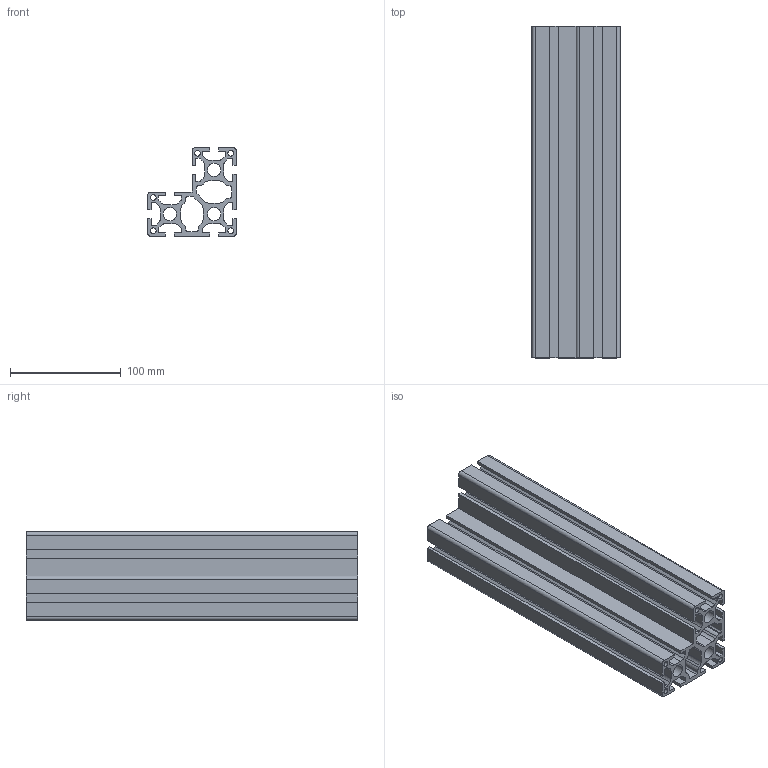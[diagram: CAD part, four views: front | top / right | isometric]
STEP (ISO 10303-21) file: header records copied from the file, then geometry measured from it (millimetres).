
FILE_DESCRIPTION (( 'STEP AP214' ), '1' );
FILE_NAME ('1727981145477.step', '2024-10-03T18:45:48', ( 'Windows User' ), ( '' ), 'SwSTEP 2.0', 'SolidWorks 2011', '' );
FILE_SCHEMA (( 'AUTOMOTIVE_DESIGN' ));
Length unit declared in the file: millimetre
Products named in the file (2): 1727981145477; 1.11.080080.87Sx300.00(1)
Assembly tree (1 placements, depth 2):
  1727981145477
    1.11.080080.87Sx300.00(1)
Bounding box: 80 x 300 x 80 mm (x, y, z)
Volume: 566541.5 mm3; surface area: 310331.7 mm2
Topology: 1 solids, 1 shells, 192 faces, 570 edges, 380 vertices
Faces by surface type: plane 110, cylinder 82
Entity records: 6564 total; most frequent: CARTESIAN_POINT 1146, ORIENTED_EDGE 1140, DIRECTION 1126, EDGE_CURVE 570, LINE 406, VECTOR 406, VERTEX_POINT 380, AXIS2_PLACEMENT_3D 360
